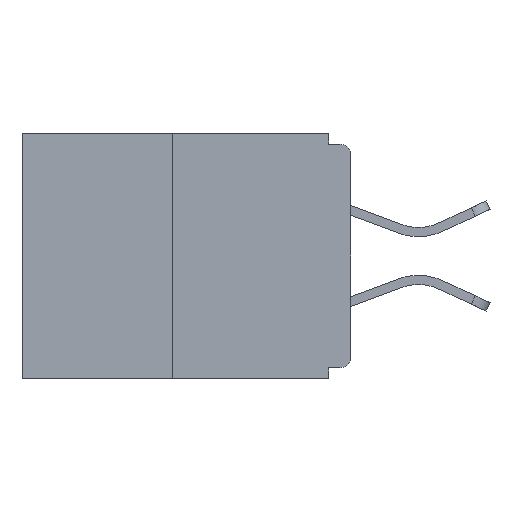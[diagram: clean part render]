
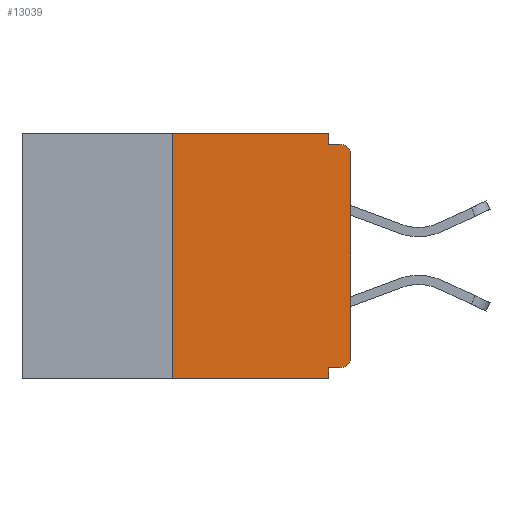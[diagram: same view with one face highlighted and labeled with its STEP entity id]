
A CAD part, left-side view. The second image highlights one B-rep face of the part: STEP entity #13039.
In plain terms, the highlighted planar face has unit normal (-1, 0, 0).
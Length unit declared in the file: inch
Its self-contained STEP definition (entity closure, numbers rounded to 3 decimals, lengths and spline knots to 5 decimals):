
#117 = CARTESIAN_POINT ( 'NONE',  ( 0., 0.031, -0.328 ) ) ;
#481 = ORIENTED_EDGE ( 'NONE', *, *, #22123, .F. ) ;
#550 = VERTEX_POINT ( 'NONE', #18678 ) ;
#991 = AXIS2_PLACEMENT_3D ( 'NONE', #3110, #13698, #15959 ) ;
#1506 = AXIS2_PLACEMENT_3D ( 'NONE', #23482, #12400, #27579 ) ;
#1569 = CIRCLE ( 'NONE', #991, 0.015 ) ;
#2007 = VECTOR ( 'NONE', #21764, 39.37008 ) ;
#2781 = VERTEX_POINT ( 'NONE', #27747 ) ;
#3110 = CARTESIAN_POINT ( 'NONE',  ( 0., 0.015, -0.313 ) ) ;
#3264 = EDGE_CURVE ( 'NONE', #7348, #10076, #5300, .T. ) ;
#4077 = CARTESIAN_POINT ( 'NONE',  ( 0., 0., -0.015 ) ) ;
#4167 = CARTESIAN_POINT ( 'NONE',  ( 0., 0.46, -0.343 ) ) ;
#4235 = EDGE_CURVE ( 'NONE', #7348, #8641, #1569, .T. ) ;
#4597 = VERTEX_POINT ( 'NONE', #26759 ) ;
#5300 = LINE ( 'NONE', #16590, #23439 ) ;
#5480 = CARTESIAN_POINT ( 'NONE',  ( 0., 0.031, 0. ) ) ;
#6466 = VECTOR ( 'NONE', #17894, 39.37008 ) ;
#7348 = VERTEX_POINT ( 'NONE', #23769 ) ;
#7426 = CARTESIAN_POINT ( 'NONE',  ( 0., 0.031, -0.343 ) ) ;
#7901 = EDGE_LOOP ( 'NONE', ( #18581, #14428, #15564, #481, #23537, #14547, #20571, #11769, #25265, #25675 ) ) ;
#8007 = DIRECTION ( 'NONE',  ( 0., 0., -1. ) ) ;
#8061 = CARTESIAN_POINT ( 'NONE',  ( 0., 0., -0.313 ) ) ;
#8130 = CARTESIAN_POINT ( 'NONE',  ( 0., 0.031, -0.015 ) ) ;
#8332 = DIRECTION ( 'NONE',  ( 0., -1., 0. ) ) ;
#8641 = VERTEX_POINT ( 'NONE', #8061 ) ;
#10006 = VERTEX_POINT ( 'NONE', #23284 ) ;
#10076 = VERTEX_POINT ( 'NONE', #117 ) ;
#10156 = AXIS2_PLACEMENT_3D ( 'NONE', #25070, #21248, #8007 ) ;
#10390 = LINE ( 'NONE', #4167, #22696 ) ;
#11769 = ORIENTED_EDGE ( 'NONE', *, *, #25045, .T. ) ;
#12303 = LINE ( 'NONE', #4077, #21491 ) ;
#12400 = DIRECTION ( 'NONE',  ( 1., 0., 0. ) ) ;
#12769 = LINE ( 'NONE', #26089, #2007 ) ;
#13039 = ADVANCED_FACE ( 'NONE', ( #24115 ), #23621, .F. ) ;
#13140 = EDGE_CURVE ( 'NONE', #4597, #13953, #10390, .T. ) ;
#13494 = LINE ( 'NONE', #24329, #26207 ) ;
#13698 = DIRECTION ( 'NONE',  ( -1., 0., 0. ) ) ;
#13953 = VERTEX_POINT ( 'NONE', #19080 ) ;
#14051 = EDGE_CURVE ( 'NONE', #4597, #10006, #15116, .T. ) ;
#14205 = LINE ( 'NONE', #7426, #16761 ) ;
#14428 = ORIENTED_EDGE ( 'NONE', *, *, #14051, .F. ) ;
#14547 = ORIENTED_EDGE ( 'NONE', *, *, #4235, .T. ) ;
#14554 = VECTOR ( 'NONE', #15535, 39.37008 ) ;
#14698 = EDGE_CURVE ( 'NONE', #27637, #23810, #19997, .T. ) ;
#15116 = LINE ( 'NONE', #17235, #14554 ) ;
#15535 = DIRECTION ( 'NONE',  ( 0., 0., 1. ) ) ;
#15564 = ORIENTED_EDGE ( 'NONE', *, *, #13140, .T. ) ;
#15959 = DIRECTION ( 'NONE',  ( 0., 0., -1. ) ) ;
#16169 = DIRECTION ( 'NONE',  ( 0., 0., -1. ) ) ;
#16590 = CARTESIAN_POINT ( 'NONE',  ( 0., 0., -0.328 ) ) ;
#16761 = VECTOR ( 'NONE', #16169, 39.37008 ) ;
#17235 = CARTESIAN_POINT ( 'NONE',  ( 0., 0.25, 0. ) ) ;
#17894 = DIRECTION ( 'NONE',  ( 0., 0., -1. ) ) ;
#18186 = CARTESIAN_POINT ( 'NONE',  ( 0., 0.031, 0. ) ) ;
#18581 = ORIENTED_EDGE ( 'NONE', *, *, #24297, .F. ) ;
#18678 = CARTESIAN_POINT ( 'NONE',  ( 0., 0., -0.03 ) ) ;
#19003 = DIRECTION ( 'NONE',  ( 0., -1., 0. ) ) ;
#19080 = CARTESIAN_POINT ( 'NONE',  ( 0., 0.031, -0.343 ) ) ;
#19961 = DIRECTION ( 'NONE',  ( 0., 0., 1. ) ) ;
#19997 = LINE ( 'NONE', #18186, #6466 ) ;
#20533 = DIRECTION ( 'NONE',  ( 0., 1., 0. ) ) ;
#20571 = ORIENTED_EDGE ( 'NONE', *, *, #22940, .T. ) ;
#21248 = DIRECTION ( 'NONE',  ( -1., 0., 0. ) ) ;
#21491 = VECTOR ( 'NONE', #8332, 39.37008 ) ;
#21764 = DIRECTION ( 'NONE',  ( 0., -1., 0. ) ) ;
#22123 = EDGE_CURVE ( 'NONE', #10076, #13953, #14205, .T. ) ;
#22327 = CIRCLE ( 'NONE', #10156, 0.015 ) ;
#22696 = VECTOR ( 'NONE', #19003, 39.37008 ) ;
#22940 = EDGE_CURVE ( 'NONE', #8641, #550, #13494, .T. ) ;
#23284 = CARTESIAN_POINT ( 'NONE',  ( 0., 0.25, 0. ) ) ;
#23439 = VECTOR ( 'NONE', #20533, 39.37008 ) ;
#23482 = CARTESIAN_POINT ( 'NONE',  ( 0., 0.46, 0. ) ) ;
#23537 = ORIENTED_EDGE ( 'NONE', *, *, #3264, .F. ) ;
#23621 = PLANE ( 'NONE',  #1506 ) ;
#23769 = CARTESIAN_POINT ( 'NONE',  ( 0., 0.015, -0.328 ) ) ;
#23810 = VERTEX_POINT ( 'NONE', #8130 ) ;
#24115 = FACE_OUTER_BOUND ( 'NONE', #7901, .T. ) ;
#24297 = EDGE_CURVE ( 'NONE', #10006, #27637, #12769, .T. ) ;
#24329 = CARTESIAN_POINT ( 'NONE',  ( 0., 0., 0. ) ) ;
#25045 = EDGE_CURVE ( 'NONE', #550, #2781, #22327, .T. ) ;
#25070 = CARTESIAN_POINT ( 'NONE',  ( 0., 0.015, -0.03 ) ) ;
#25265 = ORIENTED_EDGE ( 'NONE', *, *, #27340, .F. ) ;
#25675 = ORIENTED_EDGE ( 'NONE', *, *, #14698, .F. ) ;
#26089 = CARTESIAN_POINT ( 'NONE',  ( 0., 0.46, 0. ) ) ;
#26207 = VECTOR ( 'NONE', #19961, 39.37008 ) ;
#26759 = CARTESIAN_POINT ( 'NONE',  ( 0., 0.25, -0.343 ) ) ;
#27340 = EDGE_CURVE ( 'NONE', #23810, #2781, #12303, .T. ) ;
#27579 = DIRECTION ( 'NONE',  ( 0., 0., -1. ) ) ;
#27637 = VERTEX_POINT ( 'NONE', #5480 ) ;
#27747 = CARTESIAN_POINT ( 'NONE',  ( 0., 0.015, -0.015 ) ) ;
